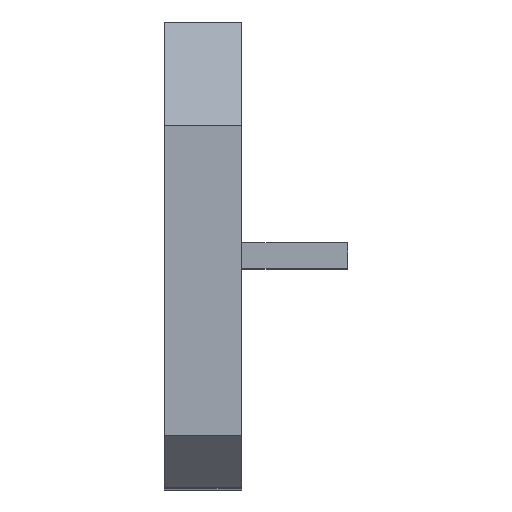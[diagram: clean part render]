
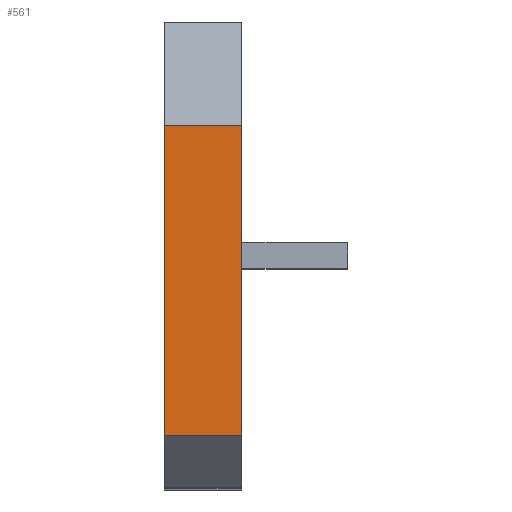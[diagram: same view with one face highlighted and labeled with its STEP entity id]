
A CAD part, top view. The second image highlights one B-rep face of the part: STEP entity #561.
In plain terms, the highlighted planar face has unit normal (0, 0, 1).
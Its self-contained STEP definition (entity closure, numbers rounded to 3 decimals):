
#16 = CARTESIAN_POINT ( 'NONE',  ( 3., -7., 34.5 ) ) ;
#102 = DIRECTION ( 'NONE',  ( 0., -1., 0. ) ) ;
#147 = ORIENTED_EDGE ( 'NONE', *, *, #887, .F. ) ;
#174 = DIRECTION ( 'NONE',  ( 0., 1., 0. ) ) ;
#180 = CARTESIAN_POINT ( 'NONE',  ( 0., 5., 34.5 ) ) ;
#228 = VERTEX_POINT ( 'NONE', #469 ) ;
#256 = VERTEX_POINT ( 'NONE', #1065 ) ;
#328 = CARTESIAN_POINT ( 'NONE',  ( 3., 5., 34.5 ) ) ;
#347 = EDGE_LOOP ( 'NONE', ( #808, #147, #999, #1543 ) ) ;
#356 = VECTOR ( 'NONE', #557, 1000. ) ;
#360 = EDGE_CURVE ( 'NONE', #228, #1453, #1071, .T. ) ;
#373 = CARTESIAN_POINT ( 'NONE',  ( 3., -7., 34.5 ) ) ;
#379 = VECTOR ( 'NONE', #888, 1000. ) ;
#469 = CARTESIAN_POINT ( 'NONE',  ( 3., 5., 34.5 ) ) ;
#507 = AXIS2_PLACEMENT_3D ( 'NONE', #823, #1396, #174 ) ;
#557 = DIRECTION ( 'NONE',  ( 0., -1., 0. ) ) ;
#561 = ADVANCED_FACE ( 'NONE', ( #1541 ), #1534, .F. ) ;
#573 = LINE ( 'NONE', #180, #356 ) ;
#588 = EDGE_CURVE ( 'NONE', #1567, #256, #573, .T. ) ;
#706 = EDGE_CURVE ( 'NONE', #228, #1567, #1333, .T. ) ;
#754 = CARTESIAN_POINT ( 'NONE',  ( 0., 5., 34.5 ) ) ;
#808 = ORIENTED_EDGE ( 'NONE', *, *, #588, .T. ) ;
#823 = CARTESIAN_POINT ( 'NONE',  ( 3., 5., 34.5 ) ) ;
#887 = EDGE_CURVE ( 'NONE', #1453, #256, #1359, .T. ) ;
#888 = DIRECTION ( 'NONE',  ( -1., 0., 0. ) ) ;
#999 = ORIENTED_EDGE ( 'NONE', *, *, #360, .F. ) ;
#1065 = CARTESIAN_POINT ( 'NONE',  ( 0., -7., 34.5 ) ) ;
#1071 = LINE ( 'NONE', #328, #1596 ) ;
#1210 = CARTESIAN_POINT ( 'NONE',  ( 3., 5., 34.5 ) ) ;
#1333 = LINE ( 'NONE', #1210, #1407 ) ;
#1359 = LINE ( 'NONE', #16, #379 ) ;
#1396 = DIRECTION ( 'NONE',  ( 0., 0., -1. ) ) ;
#1407 = VECTOR ( 'NONE', #1575, 1000. ) ;
#1453 = VERTEX_POINT ( 'NONE', #373 ) ;
#1534 = PLANE ( 'NONE',  #507 ) ;
#1541 = FACE_OUTER_BOUND ( 'NONE', #347, .T. ) ;
#1543 = ORIENTED_EDGE ( 'NONE', *, *, #706, .T. ) ;
#1567 = VERTEX_POINT ( 'NONE', #754 ) ;
#1575 = DIRECTION ( 'NONE',  ( -1., 0., 0. ) ) ;
#1596 = VECTOR ( 'NONE', #102, 1000. ) ;
